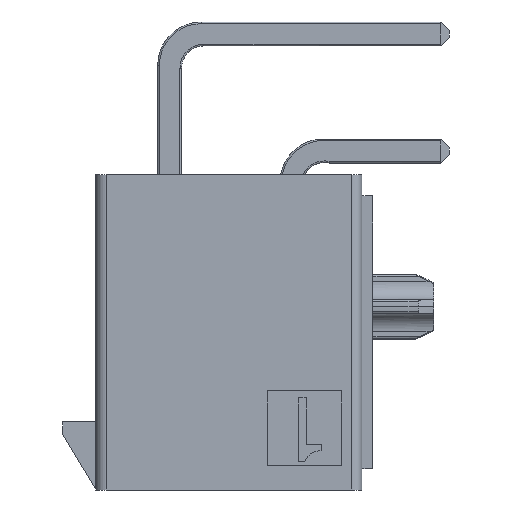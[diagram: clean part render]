
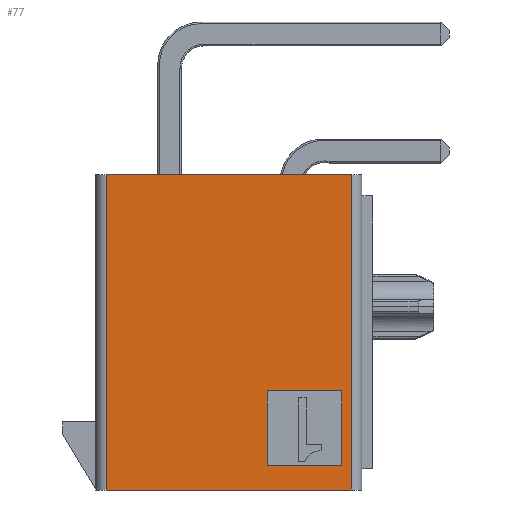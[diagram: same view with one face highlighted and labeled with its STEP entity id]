
A CAD part, left-side view. The second image highlights one B-rep face of the part: STEP entity #77.
In plain terms, the highlighted planar face has unit normal (-1, 0, 0).
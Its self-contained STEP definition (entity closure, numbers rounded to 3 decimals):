
#77=ADVANCED_FACE('',(#393,#394),#395,.F.);
#393=FACE_OUTER_BOUND('',#995,.T.);
#394=FACE_BOUND('',#996,.T.);
#395=PLANE('',#997);
#995=EDGE_LOOP('',(#1710,#1711,#1712,#1713));
#996=EDGE_LOOP('',(#1714,#1715,#1716,#1717));
#997=AXIS2_PLACEMENT_3D('',#1718,#1719,#1720);
#1710=ORIENTED_EDGE('',*,*,#4062,.F.);
#1711=ORIENTED_EDGE('',*,*,#4063,.F.);
#1712=ORIENTED_EDGE('',*,*,#4042,.T.);
#1713=ORIENTED_EDGE('',*,*,#4064,.F.);
#1714=ORIENTED_EDGE('',*,*,#4065,.F.);
#1715=ORIENTED_EDGE('',*,*,#4066,.F.);
#1716=ORIENTED_EDGE('',*,*,#4067,.F.);
#1717=ORIENTED_EDGE('',*,*,#4068,.F.);
#1718=CARTESIAN_POINT('',(-28.396,3.308,17.194));
#1719=DIRECTION('',(1.0,0.0,0.0));
#1720=DIRECTION('',(0.0,1.0,0.0));
#4042=EDGE_CURVE('',#4867,#4884,#4886,.T.);
#4062=EDGE_CURVE('',#4924,#4925,#4926,.T.);
#4063=EDGE_CURVE('',#4867,#4924,#4927,.T.);
#4064=EDGE_CURVE('',#4925,#4884,#4928,.T.);
#4065=EDGE_CURVE('',#4929,#4930,#4931,.T.);
#4066=EDGE_CURVE('',#4932,#4929,#4933,.T.);
#4067=EDGE_CURVE('',#4934,#4932,#4935,.T.);
#4068=EDGE_CURVE('',#4930,#4934,#4936,.T.);
#4867=VERTEX_POINT('',#6220);
#4884=VERTEX_POINT('',#6242);
#4886=LINE('',#6244,#6245);
#4924=VERTEX_POINT('',#6302);
#4925=VERTEX_POINT('',#6303);
#4926=LINE('',#6304,#6305);
#4927=LINE('',#6306,#6307);
#4928=LINE('',#6308,#6309);
#4929=VERTEX_POINT('',#6310);
#4930=VERTEX_POINT('',#6311);
#4931=LINE('',#6312,#6313);
#4932=VERTEX_POINT('',#6314);
#4933=LINE('',#6315,#6316);
#4934=VERTEX_POINT('',#6317);
#4935=LINE('',#6318,#6319);
#4936=LINE('',#6320,#6321);
#6220=CARTESIAN_POINT('',(-28.396,9.568,-1.977));
#6242=CARTESIAN_POINT('',(-28.396,-1.916,-1.977));
#6244=CARTESIAN_POINT('',(-28.396,9.568,-1.977));
#6245=VECTOR('',#8360,11.484);
#6302=CARTESIAN_POINT('',(-28.396,9.568,12.823));
#6303=CARTESIAN_POINT('',(-28.396,-1.916,12.823));
#6304=CARTESIAN_POINT('',(-28.396,9.568,12.823));
#6305=VECTOR('',#8380,11.484);
#6306=CARTESIAN_POINT('',(-28.396,9.568,-1.977));
#6307=VECTOR('',#8381,14.8);
#6308=CARTESIAN_POINT('',(-28.396,-1.916,12.823));
#6309=VECTOR('',#8382,14.8);
#6310=CARTESIAN_POINT('',(-28.396,2.026,2.673));
#6311=CARTESIAN_POINT('',(-28.396,2.026,-0.827));
#6312=CARTESIAN_POINT('',(-28.396,2.026,2.673));
#6313=VECTOR('',#8383,3.5);
#6314=CARTESIAN_POINT('',(-28.396,-1.474,2.673));
#6315=CARTESIAN_POINT('',(-28.396,-1.474,2.673));
#6316=VECTOR('',#8384,3.5);
#6317=CARTESIAN_POINT('',(-28.396,-1.474,-0.827));
#6318=CARTESIAN_POINT('',(-28.396,-1.474,-0.827));
#6319=VECTOR('',#8385,3.5);
#6320=CARTESIAN_POINT('',(-28.396,2.026,-0.827));
#6321=VECTOR('',#8386,3.5);
#8360=DIRECTION('',(0.0,-1.0,0.0));
#8380=DIRECTION('',(0.0,-1.0,0.0));
#8381=DIRECTION('',(0.0,0.0,1.0));
#8382=DIRECTION('',(0.0,0.0,-1.0));
#8383=DIRECTION('',(0.0,0.0,-1.0));
#8384=DIRECTION('',(0.0,1.0,0.0));
#8385=DIRECTION('',(0.0,0.0,1.0));
#8386=DIRECTION('',(0.0,-1.0,0.0));
